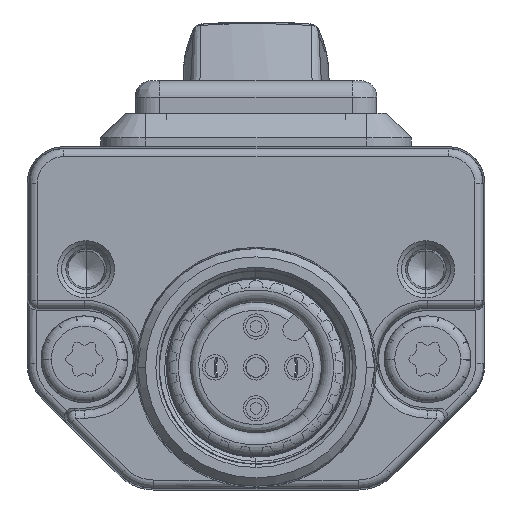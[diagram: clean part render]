
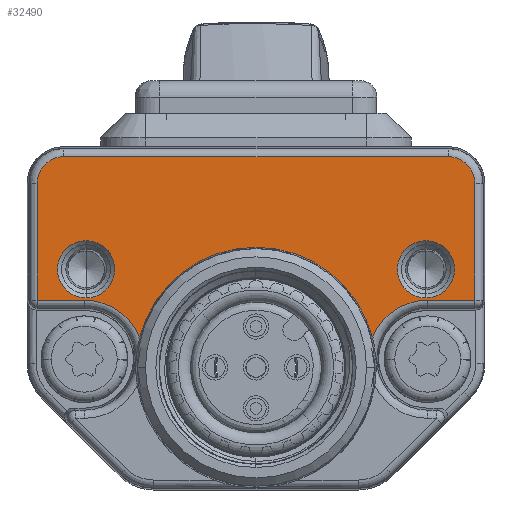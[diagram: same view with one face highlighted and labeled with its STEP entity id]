
A CAD part, left-side view. The second image highlights one B-rep face of the part: STEP entity #32490.
In plain terms, the highlighted face is planar.
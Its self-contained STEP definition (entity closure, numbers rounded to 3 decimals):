
#27449=CARTESIAN_POINT('',(13.,13.5,10.392));
#27450=DIRECTION('',(-1.,0.,0.));
#27451=DIRECTION('',(0.,1.,0.));
#27452=AXIS2_PLACEMENT_3D('',#27449,#27450,#27451);
#27454=CARTESIAN_POINT('',(13.,13.5,10.392));
#27455=DIRECTION('',(-1.,0.,0.));
#27456=DIRECTION('',(0.,-1.,0.));
#27457=AXIS2_PLACEMENT_3D('',#27454,#27455,#27456);
#27459=CARTESIAN_POINT('',(13.,13.5,-10.392));
#27460=DIRECTION('',(-1.,0.,0.));
#27461=DIRECTION('',(0.,-1.,0.));
#27462=AXIS2_PLACEMENT_3D('',#27459,#27460,#27461);
#27464=CARTESIAN_POINT('',(13.,13.5,-10.392));
#27465=DIRECTION('',(-1.,0.,0.));
#27466=DIRECTION('',(0.,1.,0.));
#27467=AXIS2_PLACEMENT_3D('',#27464,#27465,#27466);
#27469=CARTESIAN_POINT('',(13.,8.,-10.5));
#27470=DIRECTION('',(-1.,0.,0.));
#27471=DIRECTION('',(0.,0.359,0.933));
#27472=AXIS2_PLACEMENT_3D('',#27469,#27470,#27471);
#27474=CARTESIAN_POINT('',(13.,7.5,0.));
#27475=DIRECTION('',(1.,0.,0.));
#27476=DIRECTION('',(0.,0.244,-0.97));
#27477=AXIS2_PLACEMENT_3D('',#27474,#27475,#27476);
#27479=CARTESIAN_POINT('',(13.,8.,10.5));
#27480=DIRECTION('',(-1.,0.,0.));
#27481=DIRECTION('',(0.,1.,0.));
#27482=AXIS2_PLACEMENT_3D('',#27479,#27480,#27481);
#27484=DIRECTION('',(0.,0.,-1.));
#27485=VECTOR('',#27484,2.891);
#27486=CARTESIAN_POINT('',(13.,11.614,13.391));
#27487=LINE('',#27486,#27485);
#27488=DIRECTION('',(0.,-1.,0.));
#27489=VECTOR('',#27488,7.136);
#27490=CARTESIAN_POINT('',(13.,18.75,13.391));
#27491=LINE('',#27490,#27489);
#27492=CARTESIAN_POINT('',(13.,18.75,11.75));
#27493=DIRECTION('',(1.,0.,0.));
#27494=DIRECTION('',(0.,1.,0.));
#27495=AXIS2_PLACEMENT_3D('',#27492,#27493,#27494);
#27497=DIRECTION('',(0.,0.,1.));
#27498=VECTOR('',#27497,23.5);
#27499=CARTESIAN_POINT('',(13.,20.391,-11.75));
#27500=LINE('',#27499,#27498);
#27501=CARTESIAN_POINT('',(13.,18.75,-11.75));
#27502=DIRECTION('',(1.,0.,0.));
#27503=DIRECTION('',(0.,0.,-1.));
#27504=AXIS2_PLACEMENT_3D('',#27501,#27502,#27503);
#27506=DIRECTION('',(0.,1.,0.));
#27507=VECTOR('',#27506,7.136);
#27508=CARTESIAN_POINT('',(13.,11.614,-13.391));
#27509=LINE('',#27508,#27507);
#27510=DIRECTION('',(0.,0.,-1.));
#27511=VECTOR('',#27510,2.891);
#27512=CARTESIAN_POINT('',(13.,11.614,-10.5));
#27513=LINE('',#27512,#27511);
#27690=CARTESIAN_POINT('',(13.,9.297,-7.127));
#27758=CARTESIAN_POINT('',(13.,9.297,7.127));
#31768=VERTEX_POINT('',#27690);
#31769=VERTEX_POINT('',#27758);
#31834=CARTESIAN_POINT('',(13.,20.391,11.75));
#31835=CARTESIAN_POINT('',(13.,18.75,13.391));
#31836=VERTEX_POINT('',#31834);
#31837=VERTEX_POINT('',#31835);
#31842=CARTESIAN_POINT('',(13.,20.391,-11.75));
#31843=VERTEX_POINT('',#31842);
#31846=CARTESIAN_POINT('',(13.,18.75,-13.391));
#31847=VERTEX_POINT('',#31846);
#31874=CARTESIAN_POINT('',(13.,15.25,10.392));
#31875=CARTESIAN_POINT('',(13.,11.75,10.392));
#31876=VERTEX_POINT('',#31874);
#31877=VERTEX_POINT('',#31875);
#31878=CARTESIAN_POINT('',(13.,11.75,-10.392));
#31879=CARTESIAN_POINT('',(13.,15.25,-10.392));
#31880=VERTEX_POINT('',#31878);
#31881=VERTEX_POINT('',#31879);
#31882=CARTESIAN_POINT('',(13.,11.614,-10.5));
#31883=VERTEX_POINT('',#31882);
#31884=CARTESIAN_POINT('',(13.,11.614,-13.391));
#31885=VERTEX_POINT('',#31884);
#31920=CARTESIAN_POINT('',(13.,11.614,10.5));
#31921=VERTEX_POINT('',#31920);
#31922=CARTESIAN_POINT('',(13.,11.614,13.391));
#31923=VERTEX_POINT('',#31922);
#32451=CARTESIAN_POINT('',(13.,0.,0.));
#32452=DIRECTION('',(1.,0.,0.));
#32453=DIRECTION('',(0.,0.,-1.));
#32454=AXIS2_PLACEMENT_3D('',#32451,#32452,#32453);
#32455=PLANE('',#32454);
#32457=ORIENTED_EDGE('',*,*,#32456,.F.);
#32459=ORIENTED_EDGE('',*,*,#32458,.T.);
#32461=ORIENTED_EDGE('',*,*,#32460,.F.);
#32463=ORIENTED_EDGE('',*,*,#32462,.F.);
#32465=ORIENTED_EDGE('',*,*,#32464,.F.);
#32467=ORIENTED_EDGE('',*,*,#32466,.F.);
#32469=ORIENTED_EDGE('',*,*,#32468,.F.);
#32471=ORIENTED_EDGE('',*,*,#32470,.F.);
#32473=ORIENTED_EDGE('',*,*,#32472,.F.);
#32475=ORIENTED_EDGE('',*,*,#32474,.F.);
#32476=EDGE_LOOP('',(#32457,#32459,#32461,#32463,#32465,#32467,#32469,#32471,
#32473,#32475));
#32477=FACE_OUTER_BOUND('',#32476,.F.);
#32479=ORIENTED_EDGE('',*,*,#32478,.F.);
#32481=ORIENTED_EDGE('',*,*,#32480,.F.);
#32482=EDGE_LOOP('',(#32479,#32481));
#32483=FACE_BOUND('',#32482,.F.);
#32485=ORIENTED_EDGE('',*,*,#32484,.F.);
#32487=ORIENTED_EDGE('',*,*,#32486,.F.);
#32488=EDGE_LOOP('',(#32485,#32487));
#32489=FACE_BOUND('',#32488,.F.);
#32490=ADVANCED_FACE('',(#32477,#32483,#32489),#32455,.T.);
#27453=CIRCLE('',#27452,1.75);
#27458=CIRCLE('',#27457,1.75);
#27463=CIRCLE('',#27462,1.75);
#27468=CIRCLE('',#27467,1.75);
#27473=CIRCLE('',#27472,3.614);
#27478=CIRCLE('',#27477,7.35);
#27483=CIRCLE('',#27482,3.614);
#27496=CIRCLE('',#27495,1.641);
#27505=CIRCLE('',#27504,1.641);
#32456=EDGE_CURVE('',#31768,#31883,#27473,.T.);
#32458=EDGE_CURVE('',#31768,#31769,#27478,.T.);
#32460=EDGE_CURVE('',#31921,#31769,#27483,.T.);
#32462=EDGE_CURVE('',#31923,#31921,#27487,.T.);
#32464=EDGE_CURVE('',#31837,#31923,#27491,.T.);
#32466=EDGE_CURVE('',#31836,#31837,#27496,.T.);
#32468=EDGE_CURVE('',#31843,#31836,#27500,.T.);
#32470=EDGE_CURVE('',#31847,#31843,#27505,.T.);
#32472=EDGE_CURVE('',#31885,#31847,#27509,.T.);
#32474=EDGE_CURVE('',#31883,#31885,#27513,.T.);
#32478=EDGE_CURVE('',#31876,#31877,#27453,.T.);
#32480=EDGE_CURVE('',#31877,#31876,#27458,.T.);
#32484=EDGE_CURVE('',#31880,#31881,#27463,.T.);
#32486=EDGE_CURVE('',#31881,#31880,#27468,.T.);
